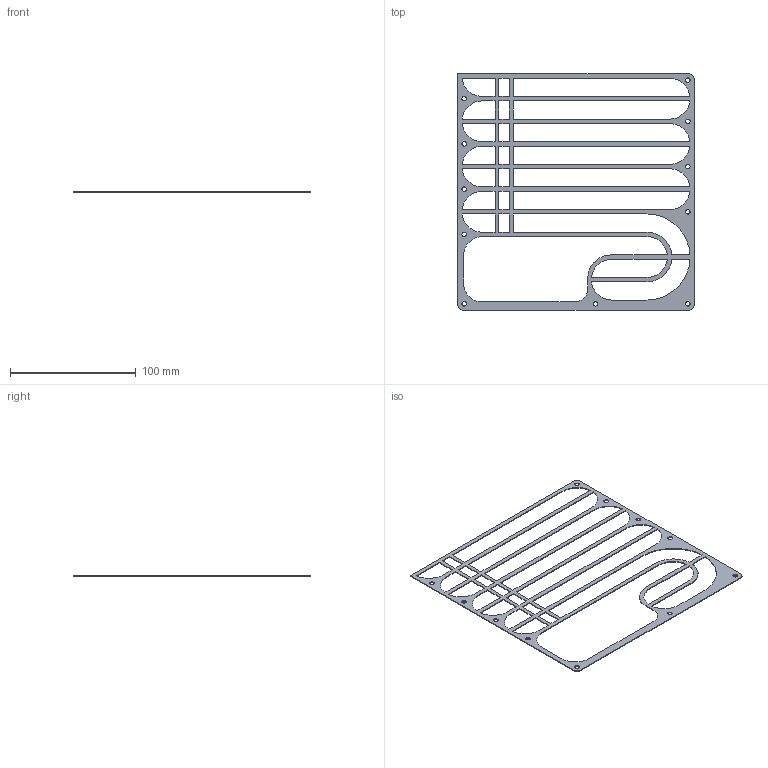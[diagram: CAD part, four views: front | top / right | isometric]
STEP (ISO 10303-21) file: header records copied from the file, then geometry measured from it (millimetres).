
FILE_DESCRIPTION(/* description */ (''),/* implementation_level */ '2;1');
FILE_NAME(/* name */ 'gasket-bottom.step',/* time_stamp */ '2022-09-08T16:06:09-07:00',/* author */ (''),/* organization */ (''),/* preprocessor_version */ 'ST-DEVELOPER v19',/* originating_system */ 'Autodesk Translation Framework v11.7.0.108',/* authorisation */ '');
FILE_SCHEMA (('AUTOMOTIVE_DESIGN { 1 0 10303 214 3 1 1 }'));
Length unit declared in the file: millimetre
Products named in the file (2): sub-components; tpu-gaskets
Assembly tree (1 placements, depth 2):
  sub-components
    tpu-gaskets
Bounding box: 188 x 188 x 0.6 mm (x, y, z)
Volume: 6090.9 mm3; surface area: 23053 mm2
Topology: 1 solids, 1 shells, 127 faces, 375 edges, 250 vertices
Faces by surface type: plane 87, cylinder 40
Full cylindrical faces by diameter (mm): 3.65 x11
Entity records: 4436 total; most frequent: CARTESIAN_POINT 755, ORIENTED_EDGE 750, DIRECTION 715, EDGE_CURVE 375, LINE 295, VECTOR 295, VERTEX_POINT 250, AXIS2_PLACEMENT_3D 210
